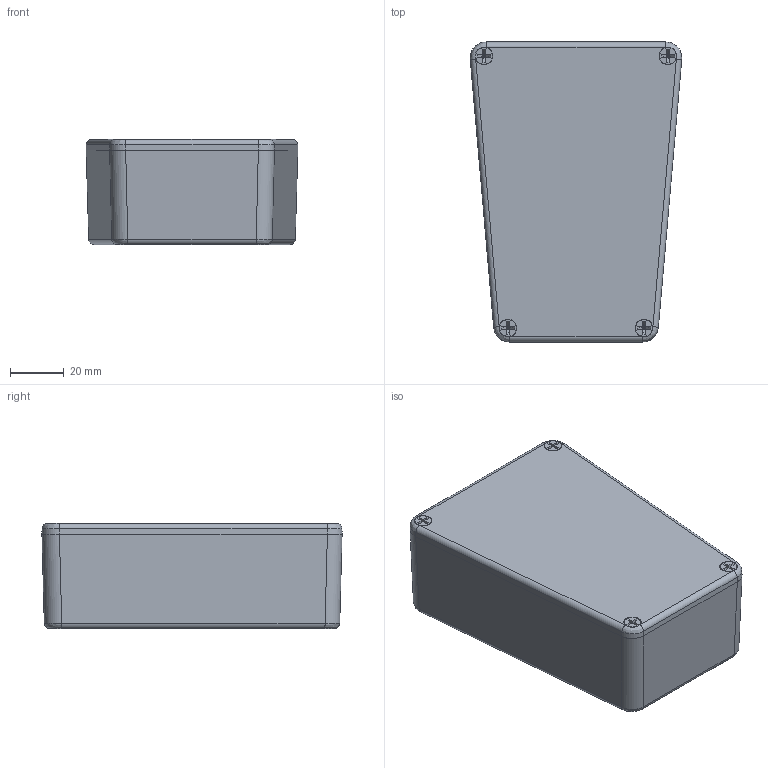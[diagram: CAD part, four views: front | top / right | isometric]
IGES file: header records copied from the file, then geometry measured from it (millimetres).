
Global section: file name: No Iges File Name specified; native system: Autodesk Inventor 2012; preprocessor: AutoDesk Inventor Iges Exporter R2012; author: lwalsh; date: 20110613.150237; units: inch
Bounding box: 78.99 x 112 x 39.2 mm (x, y, z)
Volume: 61827.5 mm3; surface area: 58705.9 mm2
Topology: 6 solids, 6 shells, 415 faces, 1068 edges, 676 vertices
Faces by surface type: cone 128, plane 119, cylinder 88, revolution 60, torus 12, bspline 8
Full cylindrical faces by diameter (mm): 3.505 x56, 6.198 x4
